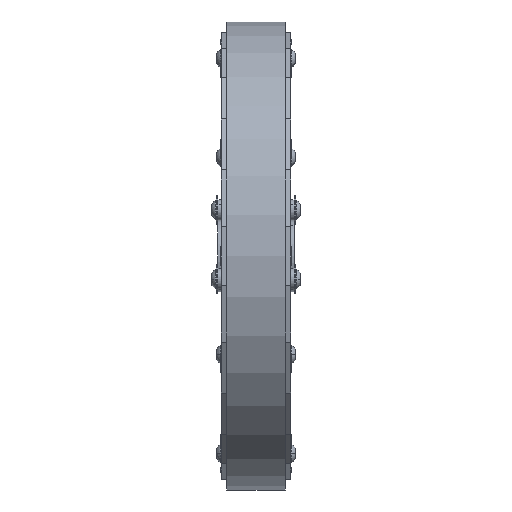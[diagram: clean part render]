
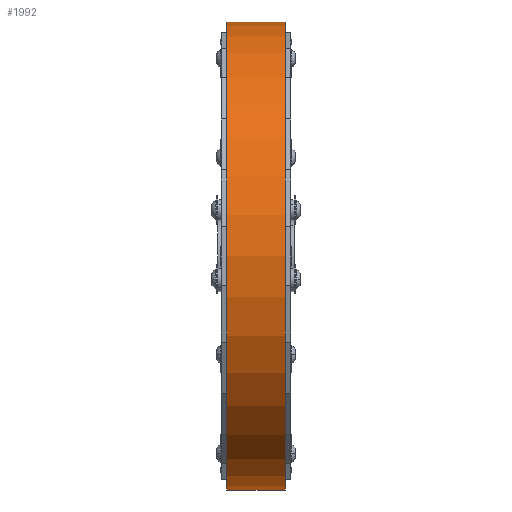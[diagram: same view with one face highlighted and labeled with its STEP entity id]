
A CAD part, left-side view. The second image highlights one B-rep face of the part: STEP entity #1992.
In plain terms, the highlighted cylindrical face has radius 101.6 mm (diameter 203.2 mm), a partial arc.
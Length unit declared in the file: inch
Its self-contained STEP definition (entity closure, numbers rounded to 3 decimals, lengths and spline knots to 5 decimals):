
#1787 = VERTEX_POINT ( 'NONE', #7477 ) ;
#1789 = EDGE_CURVE ( 'NONE', #1861, #1790, #7476, .T. ) ;
#1790 = VERTEX_POINT ( 'NONE', #7472 ) ;
#1861 = VERTEX_POINT ( 'NONE', #7752 ) ;
#1864 = VERTEX_POINT ( 'NONE', #7636 ) ;
#1869 = EDGE_CURVE ( 'NONE', #1787, #1864, #7633, .T. ) ;
#1873 = EDGE_CURVE ( 'NONE', #1787, #1861, #7558, .T. ) ;
#1980 = ORIENTED_EDGE ( 'NONE', *, *, #1997, .T. ) ;
#1984 = EDGE_LOOP ( 'NONE', ( #1985, #1986, #1988, #1980 ) ) ;
#1985 = ORIENTED_EDGE ( 'NONE', *, *, #1789, .F. ) ;
#1986 = ORIENTED_EDGE ( 'NONE', *, *, #1873, .F. ) ;
#1988 = ORIENTED_EDGE ( 'NONE', *, *, #1869, .T. ) ;
#1992 = ADVANCED_FACE ( 'NONE', ( #7983 ), #7982, .T. ) ;
#1997 = EDGE_CURVE ( 'NONE', #1864, #1790, #7942, .T. ) ;
#7472 = CARTESIAN_POINT ( 'NONE',  ( 0., -0.5, 4. ) ) ;
#7473 = DIRECTION ( 'NONE',  ( 0., -1., 0. ) ) ;
#7474 = VECTOR ( 'NONE', #7473, 39.37008 ) ;
#7475 = CARTESIAN_POINT ( 'NONE',  ( 0., 0.5, 4. ) ) ;
#7476 = LINE ( 'NONE', #7475, #7474 ) ;
#7477 = CARTESIAN_POINT ( 'NONE',  ( 0., 0.5, -4. ) ) ;
#7555 = DIRECTION ( 'NONE',  ( 0., 1., 0. ) ) ;
#7556 = CARTESIAN_POINT ( 'NONE',  ( 0., 0.5, 0. ) ) ;
#7557 = AXIS2_PLACEMENT_3D ( 'NONE', #7556, #7555, #7751 ) ;
#7558 = CIRCLE ( 'NONE', #7557, 4. ) ;
#7630 = DIRECTION ( 'NONE',  ( 0., -1., 0. ) ) ;
#7631 = VECTOR ( 'NONE', #7630, 39.37008 ) ;
#7632 = CARTESIAN_POINT ( 'NONE',  ( 0., 0.5, -4. ) ) ;
#7633 = LINE ( 'NONE', #7632, #7631 ) ;
#7636 = CARTESIAN_POINT ( 'NONE',  ( 0., -0.5, -4. ) ) ;
#7751 = DIRECTION ( 'NONE',  ( 0., 0., 1. ) ) ;
#7752 = CARTESIAN_POINT ( 'NONE',  ( 0., 0.5, 4. ) ) ;
#7939 = DIRECTION ( 'NONE',  ( 0., 0., 1. ) ) ;
#7940 = DIRECTION ( 'NONE',  ( 0., 1., 0. ) ) ;
#7941 = AXIS2_PLACEMENT_3D ( 'NONE', #7946, #7940, #7939 ) ;
#7942 = CIRCLE ( 'NONE', #7941, 4. ) ;
#7944 = DIRECTION ( 'NONE',  ( 0., 0., -1. ) ) ;
#7945 = DIRECTION ( 'NONE',  ( 0., -1., 0. ) ) ;
#7946 = CARTESIAN_POINT ( 'NONE',  ( 0., -0.5, 0. ) ) ;
#7980 = CARTESIAN_POINT ( 'NONE',  ( 0., 0.5, 0. ) ) ;
#7981 = AXIS2_PLACEMENT_3D ( 'NONE', #7980, #7945, #7944 ) ;
#7982 = CYLINDRICAL_SURFACE ( 'NONE', #7981, 4. ) ;
#7983 = FACE_OUTER_BOUND ( 'NONE', #1984, .T. ) ;
